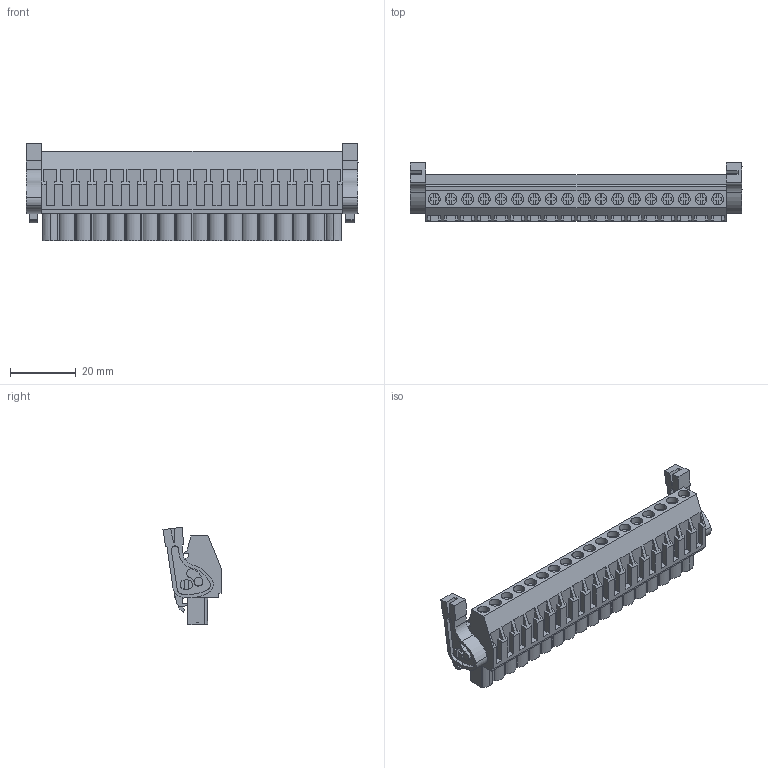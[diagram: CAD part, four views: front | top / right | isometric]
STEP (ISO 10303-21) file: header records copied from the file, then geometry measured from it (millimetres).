
FILE_DESCRIPTION(('CATIA V5 STEP','CAx-IF Rec.Pracs.--- Model Styling and Organization---1.2---2011-12-15'),'2;1');
FILE_NAME ('D1448373_0_1087410000_1087410000.stp','2017-09-09T07:08:06+00:00',('none'),('Weidmueller'),'CATIA Version 5-6 Release 2014','CATIA V5 STEP AP214','none');
FILE_SCHEMA(('AUTOMOTIVE_DESIGN { 1 0 10303 214 1 1 1 1 }'));
Length unit declared in the file: millimetre
Products named in the file (1): 1087410000
Bounding box: 101.14 x 17.69 x 29.65 mm (x, y, z)
Volume: 22013.2 mm3; surface area: 13778.7 mm2
Topology: 21 solids, 21 shells, 1316 faces, 3637 edges, 2448 vertices
Faces by surface type: plane 1084, cylinder 228, extrusion 4
Entity records: 39483 total; most frequent: CARTESIAN_POINT 7593, ORIENTED_EDGE 7274, DIRECTION 5327, EDGE_CURVE 3637, VECTOR 3085, LINE 3081, VERTEX_POINT 2448, EDGE_LOOP 1409
